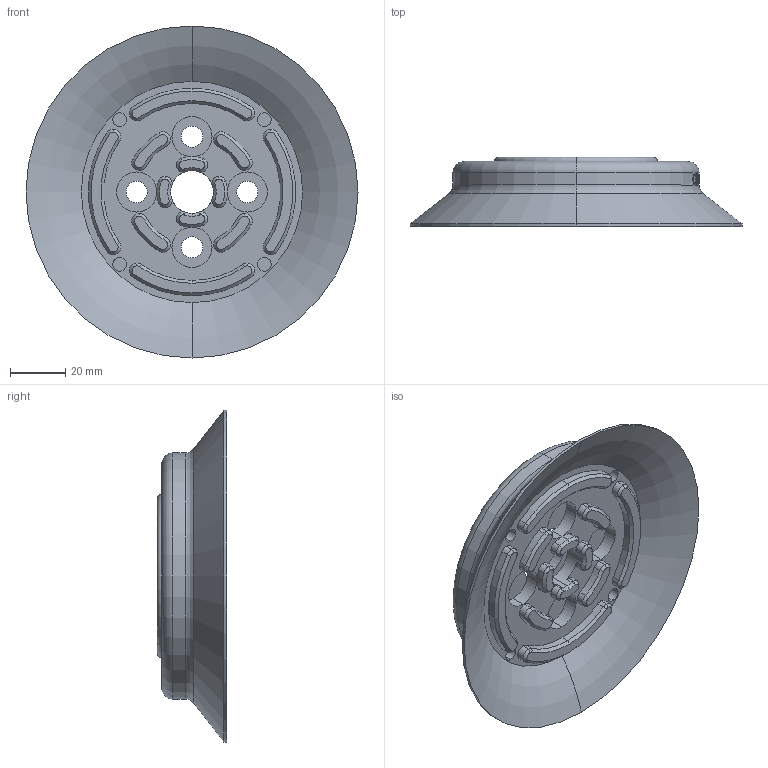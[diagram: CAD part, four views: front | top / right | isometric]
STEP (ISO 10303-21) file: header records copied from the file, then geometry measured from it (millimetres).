
FILE_DESCRIPTION(('STEP AP214'),'1');
FILE_NAME('COVAL_VPG120NBR.stp','2017-12-27T16:21:19',('TraceParts'),('TraceParts S.A.'),'Spatial InterOp 3D',' ',' ');
FILE_SCHEMA(('automotive_design'));
Length unit declared in the file: millimetre
Products named in the file (1): COVAL_VPG120NBR
Bounding box: 120 x 25 x 120 mm (x, y, z)
Volume: 84570.4 mm3; surface area: 40042 mm2
Topology: 1 solids, 1 shells, 265 faces, 657 edges, 404 vertices
Faces by surface type: cylinder 115, cone 82, plane 31, bspline 29, torus 8
Entity records: 15125 total; most frequent: CARTESIAN_POINT 6630, DIRECTION 1392, ORIENTED_EDGE 1314, EDGE_CURVE 657, AXIS2_PLACEMENT_3D 593, VERTEX_POINT 404, CIRCLE 356, EDGE_LOOP 301
